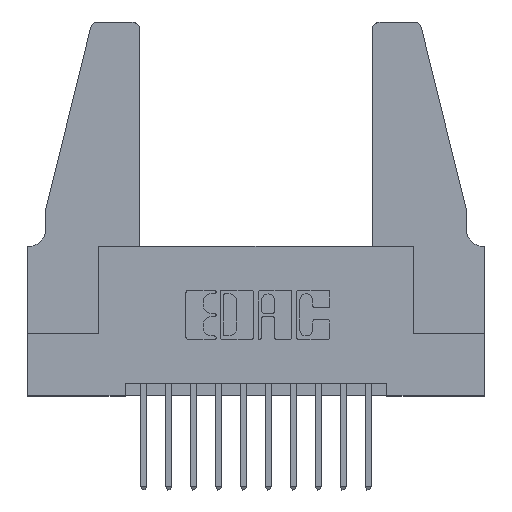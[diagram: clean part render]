
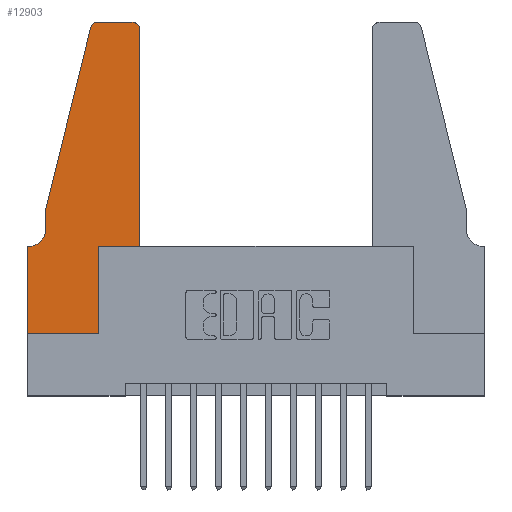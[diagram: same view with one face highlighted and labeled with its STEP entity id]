
A CAD part, top view. The second image highlights one B-rep face of the part: STEP entity #12903.
In plain terms, the highlighted planar face has unit normal (0, 0, 1).
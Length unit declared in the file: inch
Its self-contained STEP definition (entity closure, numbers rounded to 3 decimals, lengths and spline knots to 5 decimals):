
#75 = ORIENTED_EDGE ( 'NONE', *, *, #1018, .T. ) ;
#134 = DIRECTION ( 'NONE',  ( -1., 0., 0. ) ) ;
#235 = ORIENTED_EDGE ( 'NONE', *, *, #6550, .T. ) ;
#273 = DIRECTION ( 'NONE',  ( 0., 1., 0. ) ) ;
#515 = ORIENTED_EDGE ( 'NONE', *, *, #4802, .T. ) ;
#562 = VERTEX_POINT ( 'NONE', #8512 ) ;
#696 = LINE ( 'NONE', #751, #2983 ) ;
#751 = CARTESIAN_POINT ( 'NONE',  ( 0.4505, 0.35, 0.37 ) ) ;
#792 = VECTOR ( 'NONE', #1448, 39.37008 ) ;
#955 = VERTEX_POINT ( 'NONE', #4124 ) ;
#1018 = EDGE_CURVE ( 'NONE', #7066, #9294, #14119, .T. ) ;
#1448 = DIRECTION ( 'NONE',  ( 0., -1., 0. ) ) ;
#1522 = CARTESIAN_POINT ( 'NONE',  ( 0.4505, 0.35, 0.37 ) ) ;
#1655 = CARTESIAN_POINT ( 'NONE',  ( 0.2865, 0.35, 0.37 ) ) ;
#1919 = ORIENTED_EDGE ( 'NONE', *, *, #12130, .T. ) ;
#1927 = LINE ( 'NONE', #7097, #4905 ) ;
#2106 = DIRECTION ( 'NONE',  ( 0., 0., -1. ) ) ;
#2203 = LINE ( 'NONE', #10237, #7799 ) ;
#2317 = DIRECTION ( 'NONE',  ( 1., 0., 0. ) ) ;
#2476 = VECTOR ( 'NONE', #134, 39.37008 ) ;
#2644 = DIRECTION ( 'NONE',  ( 0., -1., 0. ) ) ;
#2697 = ORIENTED_EDGE ( 'NONE', *, *, #4206, .T. ) ;
#2957 = DIRECTION ( 'NONE',  ( 1., 0., 0. ) ) ;
#2983 = VECTOR ( 'NONE', #2957, 39.37008 ) ;
#3100 = CARTESIAN_POINT ( 'NONE',  ( 0.4505, 0.35, 0.37 ) ) ;
#3313 = VERTEX_POINT ( 'NONE', #13576 ) ;
#3557 = LINE ( 'NONE', #6197, #10285 ) ;
#3616 = LINE ( 'NONE', #12531, #792 ) ;
#3763 = EDGE_CURVE ( 'NONE', #3313, #955, #5805, .T. ) ;
#3922 = CARTESIAN_POINT ( 'NONE',  ( 0.2605, 1.25, 0.37 ) ) ;
#4114 = CARTESIAN_POINT ( 'NONE',  ( 0.4205, 1.25, 0.37 ) ) ;
#4124 = CARTESIAN_POINT ( 'NONE',  ( 0.0755, 0.5, 0.37 ) ) ;
#4206 = EDGE_CURVE ( 'NONE', #9486, #5912, #8384, .T. ) ;
#4446 = CARTESIAN_POINT ( 'NONE',  ( 0.284, 1.22, 0.37 ) ) ;
#4747 = ORIENTED_EDGE ( 'NONE', *, *, #12115, .T. ) ;
#4802 = EDGE_CURVE ( 'NONE', #5084, #7777, #696, .T. ) ;
#4905 = VECTOR ( 'NONE', #8348, 39.37008 ) ;
#5084 = VERTEX_POINT ( 'NONE', #1655 ) ;
#5100 = EDGE_CURVE ( 'NONE', #562, #7872, #1927, .T. ) ;
#5166 = CARTESIAN_POINT ( 'NONE',  ( 0.0055, 0.35, 0.37 ) ) ;
#5175 = DIRECTION ( 'NONE',  ( 0., 0., 1. ) ) ;
#5467 = DIRECTION ( 'NONE',  ( 1., 0., 0. ) ) ;
#5524 = DIRECTION ( 'NONE',  ( -1., 0., 0. ) ) ;
#5552 = CARTESIAN_POINT ( 'NONE',  ( 0.0755, 0.5, 0.37 ) ) ;
#5660 = AXIS2_PLACEMENT_3D ( 'NONE', #8745, #11022, #5467 ) ;
#5805 = LINE ( 'NONE', #5552, #13587 ) ;
#5912 = VERTEX_POINT ( 'NONE', #5166 ) ;
#5954 = CIRCLE ( 'NONE', #9905, 0.03 ) ;
#6197 = CARTESIAN_POINT ( 'NONE',  ( 0.2865, 0.35, 0.37 ) ) ;
#6283 = EDGE_CURVE ( 'NONE', #7777, #7066, #12466, .T. ) ;
#6550 = EDGE_CURVE ( 'NONE', #5912, #12652, #2203, .T. ) ;
#6568 = PLANE ( 'NONE',  #5660 ) ;
#7066 = VERTEX_POINT ( 'NONE', #12250 ) ;
#7097 = CARTESIAN_POINT ( 'NONE',  ( 0., 0., 0.37 ) ) ;
#7180 = EDGE_CURVE ( 'NONE', #955, #9486, #11062, .T. ) ;
#7302 = CARTESIAN_POINT ( 'NONE',  ( 0.284, 1.25, 0.37 ) ) ;
#7592 = CARTESIAN_POINT ( 'NONE',  ( 0., 0.35, 0.37 ) ) ;
#7777 = VERTEX_POINT ( 'NONE', #3100 ) ;
#7799 = VECTOR ( 'NONE', #11370, 39.37008 ) ;
#7872 = VERTEX_POINT ( 'NONE', #9192 ) ;
#8061 = FACE_OUTER_BOUND ( 'NONE', #10595, .T. ) ;
#8348 = DIRECTION ( 'NONE',  ( 1., 0., 0. ) ) ;
#8384 = CIRCLE ( 'NONE', #10961, 0.07 ) ;
#8512 = CARTESIAN_POINT ( 'NONE',  ( 0., 0., 0.37 ) ) ;
#8649 = DIRECTION ( 'NONE',  ( -0.239, -0.971, 0. ) ) ;
#8745 = CARTESIAN_POINT ( 'NONE',  ( 0., 0.35, 0.37 ) ) ;
#9094 = ORIENTED_EDGE ( 'NONE', *, *, #6283, .T. ) ;
#9165 = AXIS2_PLACEMENT_3D ( 'NONE', #13033, #5175, #9631 ) ;
#9192 = CARTESIAN_POINT ( 'NONE',  ( 0.2865, 0., 0.37 ) ) ;
#9202 = CARTESIAN_POINT ( 'NONE',  ( 0.0755, 0.42, 0.37 ) ) ;
#9294 = VERTEX_POINT ( 'NONE', #4114 ) ;
#9486 = VERTEX_POINT ( 'NONE', #9202 ) ;
#9631 = DIRECTION ( 'NONE',  ( 1., 0., 0. ) ) ;
#9725 = ORIENTED_EDGE ( 'NONE', *, *, #3763, .T. ) ;
#9905 = AXIS2_PLACEMENT_3D ( 'NONE', #4446, #13336, #2317 ) ;
#10237 = CARTESIAN_POINT ( 'NONE',  ( 0.0755, 0.35, 0.37 ) ) ;
#10269 = EDGE_CURVE ( 'NONE', #12652, #562, #3616, .T. ) ;
#10285 = VECTOR ( 'NONE', #11341, 39.37008 ) ;
#10564 = VECTOR ( 'NONE', #273, 39.37008 ) ;
#10595 = EDGE_LOOP ( 'NONE', ( #1919, #13914, #9725, #13247, #2697, #235, #13948, #14341, #4747, #515, #9094, #75 ) ) ;
#10703 = VECTOR ( 'NONE', #2644, 39.37008 ) ;
#10961 = AXIS2_PLACEMENT_3D ( 'NONE', #12136, #2106, #5524 ) ;
#11022 = DIRECTION ( 'NONE',  ( 0., 0., 1. ) ) ;
#11062 = LINE ( 'NONE', #11449, #10703 ) ;
#11341 = DIRECTION ( 'NONE',  ( 0., 1., 0. ) ) ;
#11370 = DIRECTION ( 'NONE',  ( -1., 0., 0. ) ) ;
#11449 = CARTESIAN_POINT ( 'NONE',  ( 0.0755, 0.5, 0.37 ) ) ;
#12031 = LINE ( 'NONE', #3922, #2476 ) ;
#12113 = VERTEX_POINT ( 'NONE', #7302 ) ;
#12115 = EDGE_CURVE ( 'NONE', #7872, #5084, #3557, .T. ) ;
#12130 = EDGE_CURVE ( 'NONE', #9294, #12113, #12031, .T. ) ;
#12136 = CARTESIAN_POINT ( 'NONE',  ( 0.0055, 0.42, 0.37 ) ) ;
#12250 = CARTESIAN_POINT ( 'NONE',  ( 0.4505, 1.22, 0.37 ) ) ;
#12466 = LINE ( 'NONE', #1522, #10564 ) ;
#12531 = CARTESIAN_POINT ( 'NONE',  ( 0., 0., 0.37 ) ) ;
#12652 = VERTEX_POINT ( 'NONE', #7592 ) ;
#12903 = ADVANCED_FACE ( 'NONE', ( #8061 ), #6568, .T. ) ;
#12977 = EDGE_CURVE ( 'NONE', #12113, #3313, #5954, .T. ) ;
#13033 = CARTESIAN_POINT ( 'NONE',  ( 0.4205, 1.22, 0.37 ) ) ;
#13247 = ORIENTED_EDGE ( 'NONE', *, *, #7180, .T. ) ;
#13336 = DIRECTION ( 'NONE',  ( 0., 0., 1. ) ) ;
#13576 = CARTESIAN_POINT ( 'NONE',  ( 0.25487, 1.22718, 0.37 ) ) ;
#13587 = VECTOR ( 'NONE', #8649, 39.37008 ) ;
#13914 = ORIENTED_EDGE ( 'NONE', *, *, #12977, .T. ) ;
#13948 = ORIENTED_EDGE ( 'NONE', *, *, #10269, .T. ) ;
#14119 = CIRCLE ( 'NONE', #9165, 0.03 ) ;
#14341 = ORIENTED_EDGE ( 'NONE', *, *, #5100, .T. ) ;
